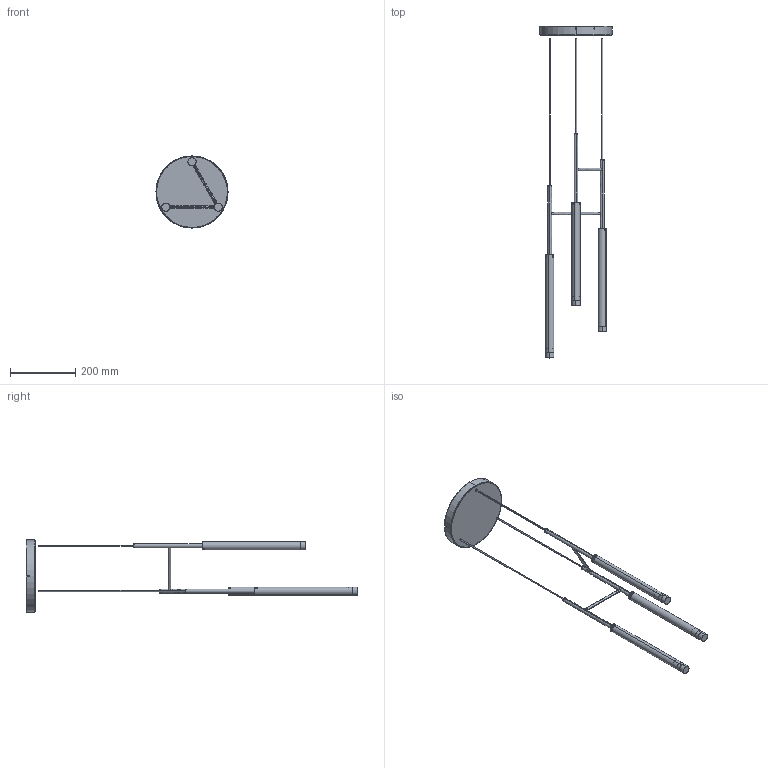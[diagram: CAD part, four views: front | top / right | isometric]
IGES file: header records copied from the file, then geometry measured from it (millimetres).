
Start section: SolidWorks IGES file using analytic representation for surfaces
Global section: file name: 00-6021.igs; native system: SolidWorks 2016; preprocessor: SolidWorks 2016; author: agras; date: 170306.174803; units: millimetre
Bounding box: 220 x 1014 x 220 mm (x, y, z)
Surface area: 330469.8 mm2 (no closed solid volume)
Topology: 0 solids, 0 shells, 466 faces, 8166 edges, 8166 vertices
Faces by surface type: revolution 256, bspline 210
